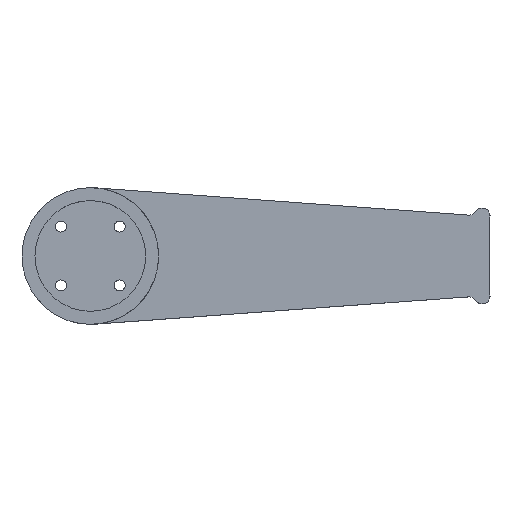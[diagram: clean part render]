
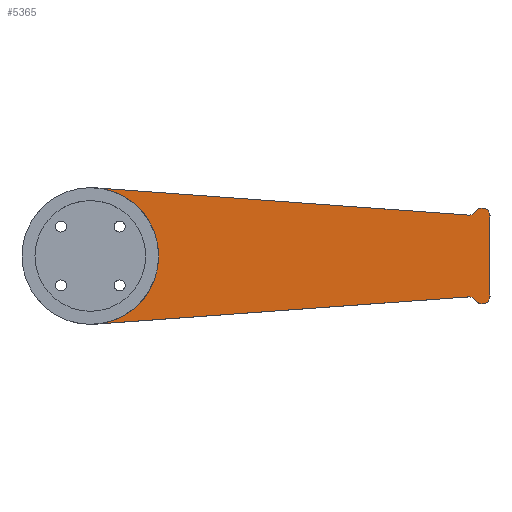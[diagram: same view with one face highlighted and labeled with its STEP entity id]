
A CAD part, top view. The second image highlights one B-rep face of the part: STEP entity #5365.
In plain terms, the highlighted planar face has unit normal (0, 0, 1).
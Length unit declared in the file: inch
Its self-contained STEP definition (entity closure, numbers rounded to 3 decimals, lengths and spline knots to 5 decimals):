
#51 = DIRECTION ( 'NONE',  ( 1., 0., 0. ) ) ;
#101 = CARTESIAN_POINT ( 'NONE',  ( 4.74321, -0.61237, 0.35 ) ) ;
#319 = LINE ( 'NONE', #4939, #7487 ) ;
#489 = AXIS2_PLACEMENT_3D ( 'NONE', #101, #1949, #51 ) ;
#524 = VERTEX_POINT ( 'NONE', #5286 ) ;
#696 = EDGE_CURVE ( 'NONE', #2492, #4465, #6983, .T. ) ;
#731 = VERTEX_POINT ( 'NONE', #4504 ) ;
#749 = CARTESIAN_POINT ( 'NONE',  ( 5.00772, 0.47556, 0.35 ) ) ;
#901 = DIRECTION ( 'NONE',  ( 1., 0., 0. ) ) ;
#969 = ORIENTED_EDGE ( 'NONE', *, *, #696, .T. ) ;
#1054 = CARTESIAN_POINT ( 'NONE',  ( 0.06234, 0.85387, 0.35 ) ) ;
#1075 = CARTESIAN_POINT ( 'NONE',  ( 4.73593, 0.51263, 0.35 ) ) ;
#1139 = DIRECTION ( 'NONE',  ( 1., 0., 0. ) ) ;
#1155 = DIRECTION ( 'NONE',  ( 0., 0., -1. ) ) ;
#1186 = DIRECTION ( 'NONE',  ( 1., 0., 0. ) ) ;
#1197 = CARTESIAN_POINT ( 'NONE',  ( 0.06234, -0.85387, 0.35 ) ) ;
#1215 = DIRECTION ( 'NONE',  ( 1., 0., 0. ) ) ;
#1217 = VECTOR ( 'NONE', #6862, 39.37008 ) ;
#1244 = DIRECTION ( 'NONE',  ( 1., 0., 0. ) ) ;
#1372 = CARTESIAN_POINT ( 'NONE',  ( 5.00847, 0.48776, 0.35 ) ) ;
#1449 = AXIS2_PLACEMENT_3D ( 'NONE', #3880, #1155, #1244 ) ;
#1543 = EDGE_CURVE ( 'NONE', #6144, #4465, #6948, .T. ) ;
#1687 = ORIENTED_EDGE ( 'NONE', *, *, #3674, .T. ) ;
#1762 = AXIS2_PLACEMENT_3D ( 'NONE', #3036, #8367, #1186 ) ;
#1883 = CIRCLE ( 'NONE', #6828, 0.10025 ) ;
#1949 = DIRECTION ( 'NONE',  ( 0., 0., -1. ) ) ;
#2137 = CIRCLE ( 'NONE', #1449, 0.1 ) ;
#2193 = ORIENTED_EDGE ( 'NONE', *, *, #2854, .T. ) ;
#2194 = DIRECTION ( 'NONE',  ( 0., 0., 1. ) ) ;
#2311 = VERTEX_POINT ( 'NONE', #6275 ) ;
#2403 = VERTEX_POINT ( 'NONE', #749 ) ;
#2430 = AXIS2_PLACEMENT_3D ( 'NONE', #2514, #3774, #1139 ) ;
#2492 = VERTEX_POINT ( 'NONE', #6086 ) ;
#2514 = CARTESIAN_POINT ( 'NONE',  ( 0., 0., 0.35 ) ) ;
#2591 = EDGE_CURVE ( 'NONE', #2403, #7086, #319, .T. ) ;
#2698 = EDGE_CURVE ( 'NONE', #731, #524, #4347, .T. ) ;
#2827 = VERTEX_POINT ( 'NONE', #6991 ) ;
#2837 = CARTESIAN_POINT ( 'NONE',  ( 4.90896, 0.5, 0.35 ) ) ;
#2854 = EDGE_CURVE ( 'NONE', #2403, #6881, #6807, .T. ) ;
#2945 = VECTOR ( 'NONE', #3835, 39.37008 ) ;
#3036 = CARTESIAN_POINT ( 'NONE',  ( 4.74321, 0.61237, 0.35 ) ) ;
#3087 = DIRECTION ( 'NONE',  ( 1., 0., 0. ) ) ;
#3224 = EDGE_CURVE ( 'NONE', #6881, #2492, #4072, .T. ) ;
#3388 = AXIS2_PLACEMENT_3D ( 'NONE', #7007, #6272, #3087 ) ;
#3609 = EDGE_CURVE ( 'NONE', #2311, #7086, #2137, .T. ) ;
#3613 = ORIENTED_EDGE ( 'NONE', *, *, #2698, .T. ) ;
#3673 = CIRCLE ( 'NONE', #7222, 0.85614 ) ;
#3674 = EDGE_CURVE ( 'NONE', #6144, #2827, #3673, .T. ) ;
#3772 = DIRECTION ( 'NONE',  ( 0., 0., -1. ) ) ;
#3774 = DIRECTION ( 'NONE',  ( 0., 0., 1. ) ) ;
#3835 = DIRECTION ( 'NONE',  ( -0.997, -0.073, 0. ) ) ;
#3880 = CARTESIAN_POINT ( 'NONE',  ( 5.10772, -0.47556, 0.35 ) ) ;
#3992 = ORIENTED_EDGE ( 'NONE', *, *, #5813, .F. ) ;
#4072 = CIRCLE ( 'NONE', #7908, 0.10025 ) ;
#4347 = CIRCLE ( 'NONE', #489, 0.1 ) ;
#4465 = VERTEX_POINT ( 'NONE', #1075 ) ;
#4504 = CARTESIAN_POINT ( 'NONE',  ( 4.73593, -0.51263, 0.35 ) ) ;
#4559 = ORIENTED_EDGE ( 'NONE', *, *, #3609, .T. ) ;
#4722 = CARTESIAN_POINT ( 'NONE',  ( 5.00772, -0.47556, 0.35 ) ) ;
#4908 = CARTESIAN_POINT ( 'NONE',  ( 0.06234, -0.85387, 0.35 ) ) ;
#4939 = CARTESIAN_POINT ( 'NONE',  ( 5.00772, 0., 0.35 ) ) ;
#5166 = CARTESIAN_POINT ( 'NONE',  ( 4.90896, -0.5, 0.35 ) ) ;
#5204 = ORIENTED_EDGE ( 'NONE', *, *, #7314, .F. ) ;
#5286 = CARTESIAN_POINT ( 'NONE',  ( 4.82598, -0.55625, 0.35 ) ) ;
#5365 = ADVANCED_FACE ( 'NONE', ( #8274 ), #5610, .T. ) ;
#5515 = CARTESIAN_POINT ( 'NONE',  ( 0., 0., 0.35 ) ) ;
#5528 = ORIENTED_EDGE ( 'NONE', *, *, #8049, .T. ) ;
#5610 = PLANE ( 'NONE',  #2430 ) ;
#5737 = CARTESIAN_POINT ( 'NONE',  ( 5.10772, 0.47556, 0.35 ) ) ;
#5813 = EDGE_CURVE ( 'NONE', #2311, #524, #1883, .T. ) ;
#5915 = LINE ( 'NONE', #1197, #2945 ) ;
#6086 = CARTESIAN_POINT ( 'NONE',  ( 4.82598, 0.55625, 0.35 ) ) ;
#6119 = CIRCLE ( 'NONE', #3388, 0.85614 ) ;
#6144 = VERTEX_POINT ( 'NONE', #7859 ) ;
#6169 = DIRECTION ( 'NONE',  ( 0., 0., -1. ) ) ;
#6272 = DIRECTION ( 'NONE',  ( 0., 0., -1. ) ) ;
#6275 = CARTESIAN_POINT ( 'NONE',  ( 5.00847, -0.48776, 0.35 ) ) ;
#6807 = CIRCLE ( 'NONE', #7348, 0.1 ) ;
#6828 = AXIS2_PLACEMENT_3D ( 'NONE', #5166, #7106, #1215 ) ;
#6862 = DIRECTION ( 'NONE',  ( 0.997, -0.073, 0. ) ) ;
#6881 = VERTEX_POINT ( 'NONE', #1372 ) ;
#6939 = ORIENTED_EDGE ( 'NONE', *, *, #3224, .T. ) ;
#6948 = LINE ( 'NONE', #1054, #1217 ) ;
#6983 = CIRCLE ( 'NONE', #1762, 0.1 ) ;
#6991 = CARTESIAN_POINT ( 'NONE',  ( 0.85614, 0., 0.35 ) ) ;
#7007 = CARTESIAN_POINT ( 'NONE',  ( 0., 0., 0.35 ) ) ;
#7086 = VERTEX_POINT ( 'NONE', #4722 ) ;
#7106 = DIRECTION ( 'NONE',  ( 0., 0., -1. ) ) ;
#7222 = AXIS2_PLACEMENT_3D ( 'NONE', #5515, #6169, #8140 ) ;
#7314 = EDGE_CURVE ( 'NONE', #731, #7634, #5915, .T. ) ;
#7337 = ORIENTED_EDGE ( 'NONE', *, *, #2591, .F. ) ;
#7348 = AXIS2_PLACEMENT_3D ( 'NONE', #5737, #3772, #7580 ) ;
#7371 = EDGE_LOOP ( 'NONE', ( #7337, #2193, #6939, #969, #7453, #1687, #5528, #5204, #3613, #3992, #4559 ) ) ;
#7453 = ORIENTED_EDGE ( 'NONE', *, *, #1543, .F. ) ;
#7487 = VECTOR ( 'NONE', #7549, 39.37008 ) ;
#7549 = DIRECTION ( 'NONE',  ( 0., -1., 0. ) ) ;
#7580 = DIRECTION ( 'NONE',  ( 1., 0., 0. ) ) ;
#7634 = VERTEX_POINT ( 'NONE', #4908 ) ;
#7859 = CARTESIAN_POINT ( 'NONE',  ( 0.06234, 0.85387, 0.35 ) ) ;
#7908 = AXIS2_PLACEMENT_3D ( 'NONE', #2837, #2194, #901 ) ;
#8049 = EDGE_CURVE ( 'NONE', #2827, #7634, #6119, .T. ) ;
#8140 = DIRECTION ( 'NONE',  ( 1., 0., 0. ) ) ;
#8274 = FACE_OUTER_BOUND ( 'NONE', #7371, .T. ) ;
#8367 = DIRECTION ( 'NONE',  ( 0., 0., -1. ) ) ;
